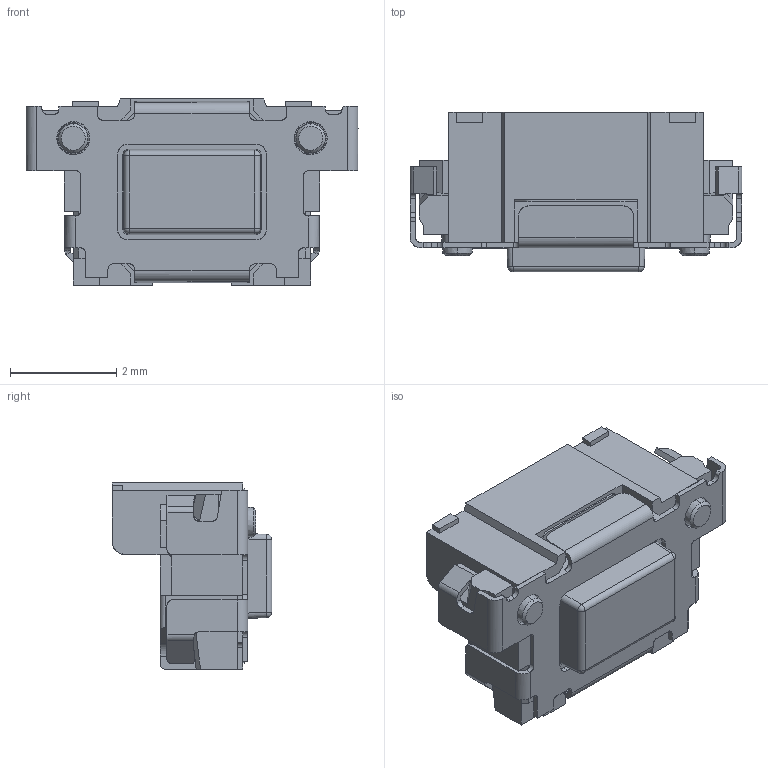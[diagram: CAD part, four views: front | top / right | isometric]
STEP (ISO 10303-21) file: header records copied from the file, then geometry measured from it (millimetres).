
FILE_DESCRIPTION (( 'STEP AP214' ), '1' );
FILE_NAME ('SKSNLH.STEP', '2018-05-30T06:18:05', ( 'user' ), ( 'Hewlett-Packard Company' ), 'SwSTEP 2.0', 'SolidWorks 2017', '' );
FILE_SCHEMA (( 'AUTOMOTIVE_DESIGN' ));
Length unit declared in the file: millimetre
Products named in the file (1): SKSNLH
Bounding box: 6.24 x 3 x 3.5 mm (x, y, z)
Volume: 32.1 mm3; surface area: 108.4 mm2
Topology: 1 solids, 1 shells, 332 faces, 979 edges, 643 vertices
Faces by surface type: plane 211, cylinder 105, cone 10, sphere 4, bspline 2
Entity records: 13379 total; most frequent: CARTESIAN_POINT 3084, ORIENTED_EDGE 1958, DIRECTION 1419, EDGE_CURVE 979, VECTOR 705, LINE 705, VERTEX_POINT 643, AXIS2_PLACEMENT_3D 357
